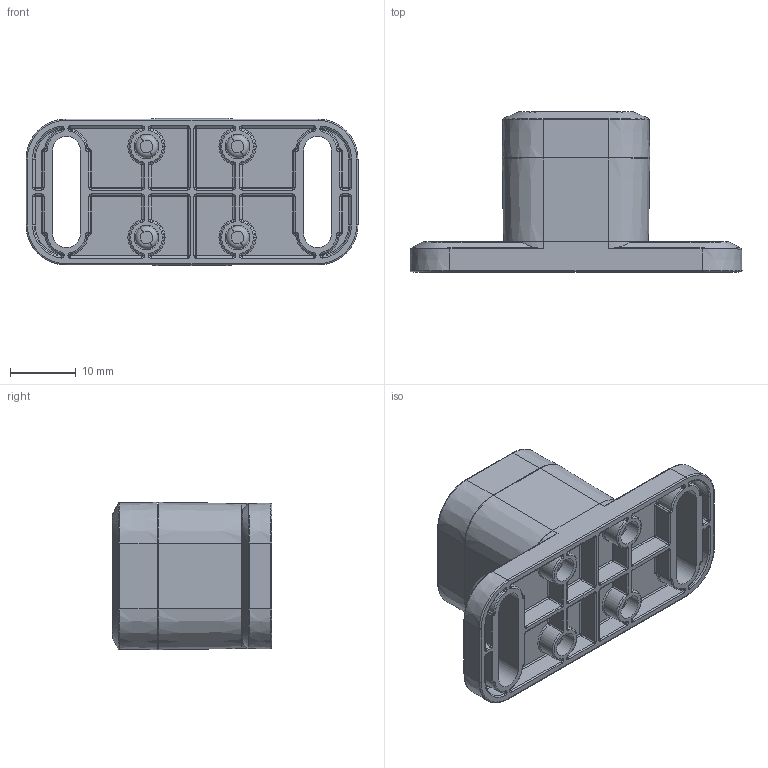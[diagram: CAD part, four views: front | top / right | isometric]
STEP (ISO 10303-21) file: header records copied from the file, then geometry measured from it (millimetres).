
FILE_DESCRIPTION (( 'STEP AP203' ), '1' );
FILE_NAME ('V5 Optical Sensor (276-7043).STEP', '2020-09-22T22:22:33', ( '' ), ( '' ), 'SwSTEP 2.0', 'SolidWorks 2019', '' );
FILE_SCHEMA (( 'CONFIG_CONTROL_DESIGN' ));
Length unit declared in the file: millimetre
Products named in the file (11): 276-7043-003 Web; 276-7043-900 Web; 228-2677-006 Web; 276-7043-001 Web_Dual Flange; 276-7043-002 Web; V5 Optical Sensor (276-7043); 276-7043-006 Web; 276-7043-901-Rev-4.step; SH-55-41.step; 276-7043-900-Rev4.step; Part40^276-7043-900 Web
Assembly tree (13 placements, depth 5):
  V5 Optical Sensor (276-7043)
    276-7043-003 Web
    276-7043-002 Web
    276-7043-006 Web
    276-7043-001 Web_Dual Flange
    228-2677-006 Web  x4
    276-7043-900 Web
      276-7043-901-Rev-4.step
        276-7043-900-Rev4.step
          SH-55-41.step
      Part40^276-7043-900 Web
Bounding box: 50.39 x 24.26 x 22.4 mm (x, y, z)
Volume: 6946.8 mm3; surface area: 11695.8 mm2
Topology: 10 solids, 10 shells, 1225 faces, 3008 edges, 1786 vertices
Faces by surface type: plane 429, cylinder 394, torus 204, sphere 88, cone 59, bspline 51
Entity records: 41007 total; most frequent: CARTESIAN_POINT 11749, DIRECTION 6133, ORIENTED_EDGE 5758, EDGE_CURVE 2879, AXIS2_PLACEMENT_3D 2332, VERTEX_POINT 1745, VECTOR 1469, LINE 1469
